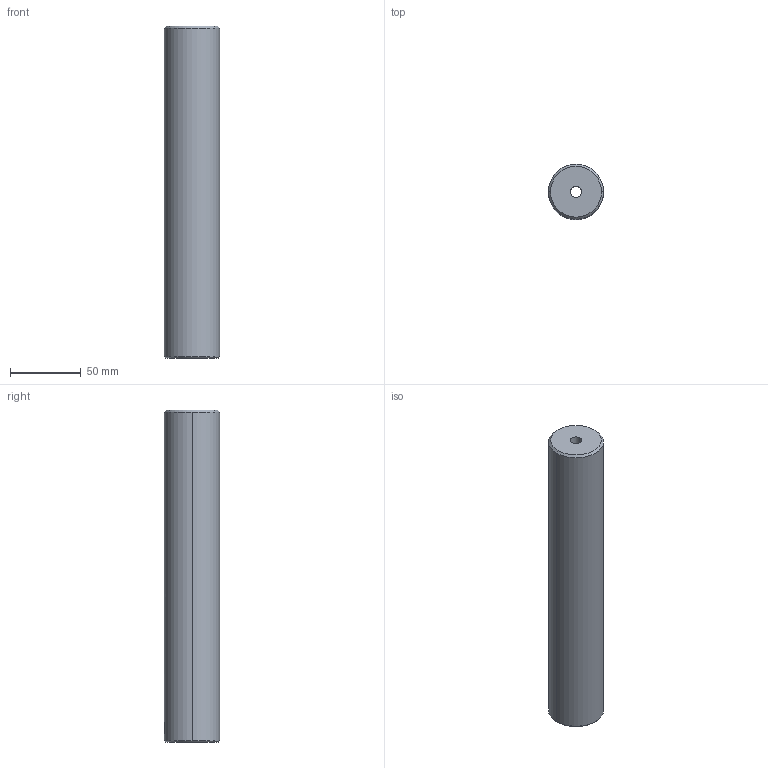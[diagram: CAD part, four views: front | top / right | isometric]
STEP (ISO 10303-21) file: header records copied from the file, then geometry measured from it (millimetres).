
FILE_DESCRIPTION(('no description'),'unknown implementation level');
FILE_NAME('A3674FF4-314C-4D4C-A77A-DB9F026C9362_export.stp',' ',('CIMSOURCE GmbH'),('CADClick - KiM GmbH - www.kimweb.de'),'unknown preprocess','ACIS','unknown authorization');
FILE_SCHEMA(('automotive_design'));
Length unit declared in the file: millimetre
Products named in the file (2): 335.328 Kaiser D40xCK4x200HM|690.434 Kaiser ETL M8 X 11 CK4_Standard;NONE; 335.328 Kaiser D40xCK4x200HM|335.328 Kaiser D40xCK4x200HM_Standard;NONE
Bounding box: 39 x 39 x 235 mm (x, y, z)
Volume: 259129.7 mm3; surface area: 38538.4 mm2
Topology: 2 solids, 2 shells, 74 faces, 170 edges, 99 vertices
Faces by surface type: cone 28, plane 26, cylinder 18, torus 2
Entity records: 4197 total; most frequent: CARTESIAN_POINT 536, DIRECTION 376, STYLED_ITEM 343, PRESENTATION_STYLE_ASSIGNMENT 343, COLOUR_RGB 343, ORIENTED_EDGE 336, EDGE_CURVE 168, CURVE_STYLE 168
